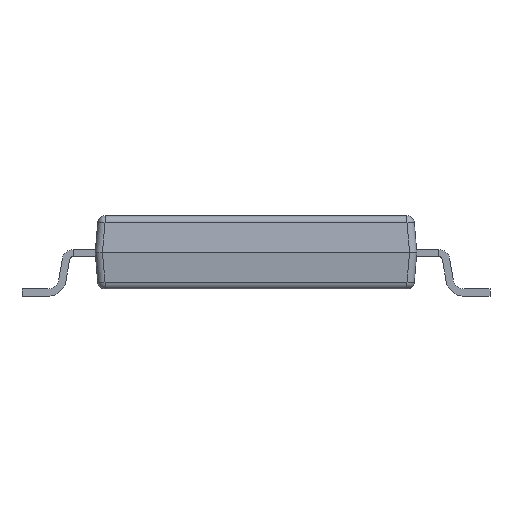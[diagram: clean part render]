
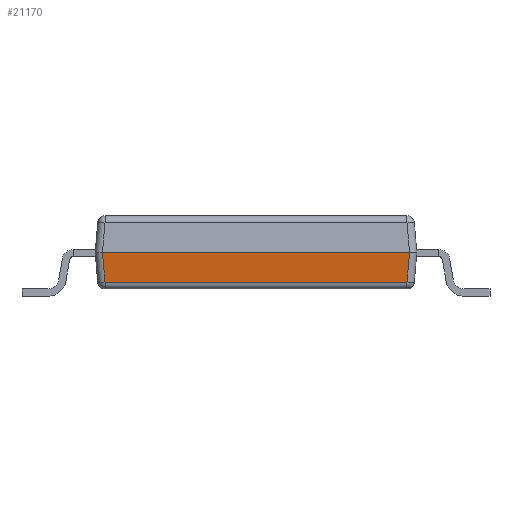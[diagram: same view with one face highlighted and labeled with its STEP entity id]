
A CAD part, left-side view. The second image highlights one B-rep face of the part: STEP entity #21170.
In plain terms, the highlighted planar face has unit normal (-0.996, 0, -0.087).
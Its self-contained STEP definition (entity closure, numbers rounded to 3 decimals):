
#2011 = EDGE_CURVE ( 'NONE', #6960, #34456, #15571, .T. ) ;
#2243 = VERTEX_POINT ( 'NONE', #32079 ) ;
#3517 = VECTOR ( 'NONE', #8349, 1000. ) ;
#4463 = DIRECTION ( 'NONE',  ( -0.087, -0.087, 0.992 ) ) ;
#6097 = EDGE_LOOP ( 'NONE', ( #28051, #19002, #10934, #15640 ) ) ;
#6960 = VERTEX_POINT ( 'NONE', #21826 ) ;
#7408 = FACE_OUTER_BOUND ( 'NONE', #6097, .T. ) ;
#7640 = LINE ( 'NONE', #7834, #10237 ) ;
#7834 = CARTESIAN_POINT ( 'NONE',  ( -2.448, -2.068, -0.371 ) ) ;
#8349 = DIRECTION ( 'NONE',  ( 0., -1., 0. ) ) ;
#9981 = AXIS2_PLACEMENT_3D ( 'NONE', #28977, #15750, #26989 ) ;
#10237 = VECTOR ( 'NONE', #4463, 1000. ) ;
#10934 = ORIENTED_EDGE ( 'NONE', *, *, #30233, .T. ) ;
#12731 = CARTESIAN_POINT ( 'NONE',  ( -2.48, 2.2, 0. ) ) ;
#13178 = CARTESIAN_POINT ( 'NONE',  ( -2.48, -2.1, 0. ) ) ;
#13518 = VECTOR ( 'NONE', #23623, 1000. ) ;
#15272 = EDGE_CURVE ( 'NONE', #27632, #34456, #7640, .T. ) ;
#15571 = LINE ( 'NONE', #12731, #13518 ) ;
#15640 = ORIENTED_EDGE ( 'NONE', *, *, #15272, .T. ) ;
#15750 = DIRECTION ( 'NONE',  ( -0.996, 0., -0.087 ) ) ;
#19002 = ORIENTED_EDGE ( 'NONE', *, *, #23443, .T. ) ;
#20438 = PLANE ( 'NONE',  #9981 ) ;
#20725 = LINE ( 'NONE', #31591, #24626 ) ;
#21170 = ADVANCED_FACE ( 'NONE', ( #7408 ), #20438, .T. ) ;
#21826 = CARTESIAN_POINT ( 'NONE',  ( -2.48, 2.1, 0. ) ) ;
#21862 = LINE ( 'NONE', #32749, #3517 ) ;
#23443 = EDGE_CURVE ( 'NONE', #6960, #2243, #20725, .T. ) ;
#23623 = DIRECTION ( 'NONE',  ( 0., -1., 0. ) ) ;
#24626 = VECTOR ( 'NONE', #28923, 1000. ) ;
#26989 = DIRECTION ( 'NONE',  ( -0.087, 0., 0.996 ) ) ;
#27632 = VERTEX_POINT ( 'NONE', #28111 ) ;
#28051 = ORIENTED_EDGE ( 'NONE', *, *, #2011, .F. ) ;
#28111 = CARTESIAN_POINT ( 'NONE',  ( -2.444, -2.065, -0.409 ) ) ;
#28923 = DIRECTION ( 'NONE',  ( 0.087, -0.087, -0.992 ) ) ;
#28977 = CARTESIAN_POINT ( 'NONE',  ( -2.48, 2.2, 0. ) ) ;
#30233 = EDGE_CURVE ( 'NONE', #2243, #27632, #21862, .T. ) ;
#31591 = CARTESIAN_POINT ( 'NONE',  ( -2.481, 2.101, 0.009 ) ) ;
#32079 = CARTESIAN_POINT ( 'NONE',  ( -2.444, 2.065, -0.409 ) ) ;
#32749 = CARTESIAN_POINT ( 'NONE',  ( -2.444, -2.156, -0.409 ) ) ;
#34456 = VERTEX_POINT ( 'NONE', #13178 ) ;
